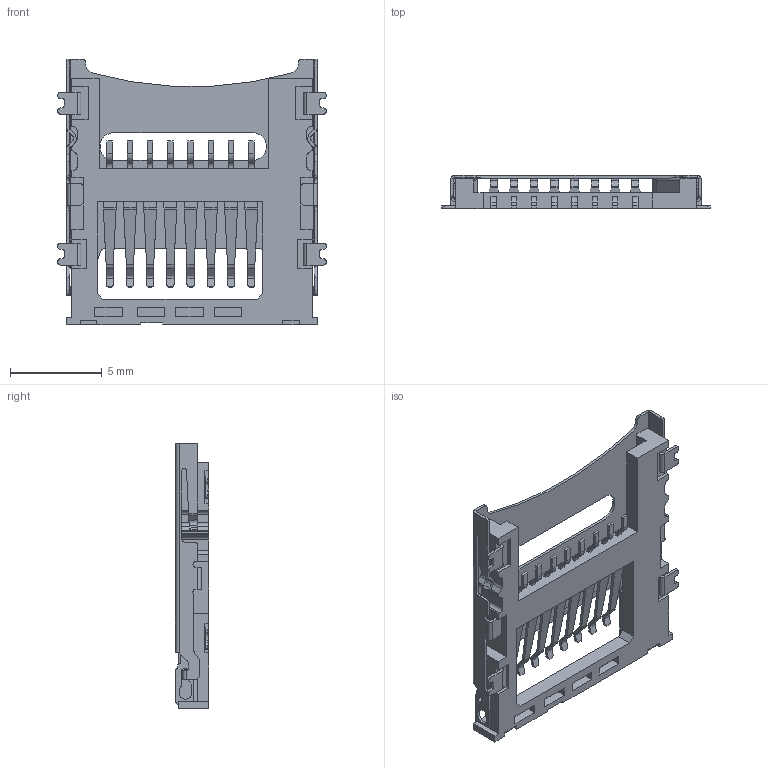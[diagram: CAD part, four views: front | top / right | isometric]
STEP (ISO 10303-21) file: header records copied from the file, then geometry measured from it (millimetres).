
FILE_DESCRIPTION (( 'STEP AP214' ), '1' );
FILE_NAME ('MEM2067-02-180-00-A.STEP', '2021-11-18T09:14:38', ( '' ), ( '' ), 'SwSTEP 2.0', 'SolidWorks 2018', '' );
FILE_SCHEMA (( 'AUTOMOTIVE_DESIGN' ));
Length unit declared in the file: millimetre
Products named in the file (2): MEM2067-02-180-00-A
Bounding box: 14.6 x 1.8 x 14.45 mm (x, y, z)
Volume: 105.2 mm3; surface area: 691.9 mm2
Topology: 25 solids, 25 shells, 864 faces, 2311 edges, 1504 vertices
Faces by surface type: plane 573, cylinder 250, bspline 36, torus 5
Entity records: 37240 total; most frequent: CARTESIAN_POINT 6410, ORIENTED_EDGE 4622, DIRECTION 4253, EDGE_CURVE 2311, LINE 1699, VECTOR 1699, VERTEX_POINT 1504, AXIS2_PLACEMENT_3D 1277
